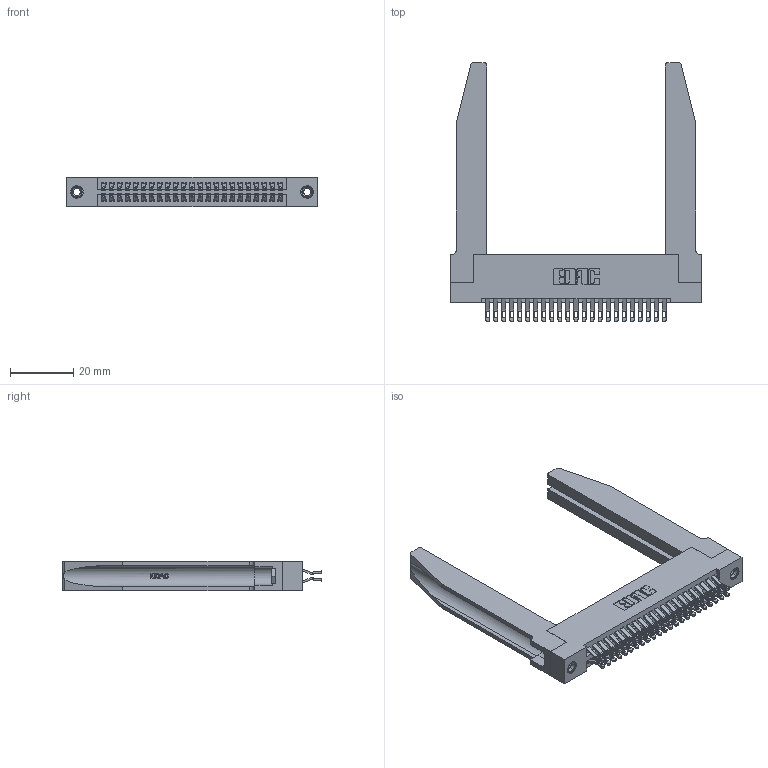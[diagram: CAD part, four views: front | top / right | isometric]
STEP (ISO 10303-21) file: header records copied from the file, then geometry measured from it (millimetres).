
FILE_DESCRIPTION (( 'STEP AP203' ), '1' );
FILE_NAME ('395-046-555-278.STEP', '2019-10-19T04:23:39', ( '' ), ( '' ), 'SwSTEP 2.0', 'SolidWorks 2016', '' );
FILE_SCHEMA (( 'CONFIG_CONTROL_DESIGN' ));
Length unit declared in the file: inch
Products named in the file (5): 345 Part_Flush Mounting Lugs - 0.156 Dia-TH; 345-292-001_555 Tail; 345-220-078_345-220-078; 345-250-001_345-250-001-102; 395-046-555-278
Assembly tree (51 placements, depth 2):
  395-046-555-278
    345 Part_Flush Mounting Lugs - 0.156 Dia-TH
    345-292-001_555 Tail  x46
    345-250-001_345-250-001-102  x2
    345-220-078_345-220-078  x2
Bounding box: 79.65 x 82.09 x 9.4 mm (x, y, z)
Volume: 15465.2 mm3; surface area: 18308.7 mm2
Topology: 51 solids, 51 shells, 2936 faces, 9091 edges, 6050 vertices
Faces by surface type: plane 1648, cylinder 1236, bspline 36, cone 12, torus 4
Entity records: 25670 total; most frequent: CARTESIAN_POINT 5273, ORIENTED_EDGE 4074, DIRECTION 3635, EDGE_CURVE 2037, LINE 1699, VECTOR 1699, VERTEX_POINT 1352, AXIS2_PLACEMENT_3D 968
